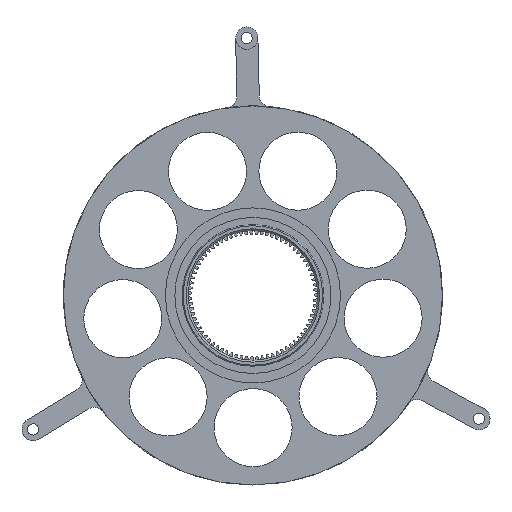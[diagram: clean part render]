
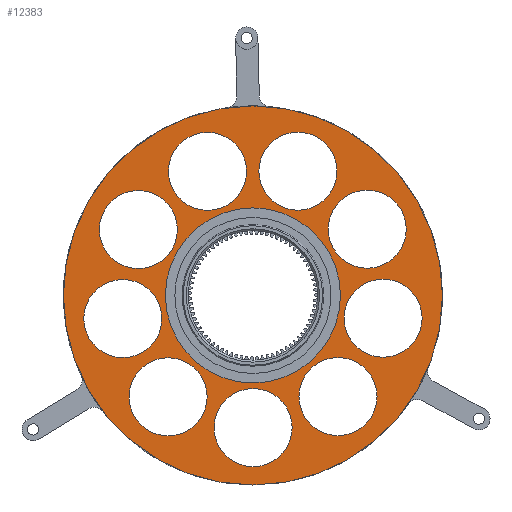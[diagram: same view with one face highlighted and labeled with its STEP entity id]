
A CAD part, front view. The second image highlights one B-rep face of the part: STEP entity #12383.
In plain terms, the highlighted planar face has unit normal (0, -1, 0).
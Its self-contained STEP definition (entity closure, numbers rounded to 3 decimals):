
#481=FACE_BOUND('',#1838,.T.);
#482=FACE_BOUND('',#1839,.T.);
#483=FACE_BOUND('',#1840,.T.);
#484=FACE_BOUND('',#1841,.T.);
#485=FACE_BOUND('',#1842,.T.);
#486=FACE_BOUND('',#1843,.T.);
#487=FACE_BOUND('',#1844,.T.);
#488=FACE_BOUND('',#1845,.T.);
#489=FACE_BOUND('',#1846,.T.);
#490=FACE_BOUND('',#1847,.T.);
#517=PLANE('',#13878);
#1171=FACE_OUTER_BOUND('',#1837,.T.);
#1837=EDGE_LOOP('',(#11174));
#1838=EDGE_LOOP('',(#11175));
#1839=EDGE_LOOP('',(#11176));
#1840=EDGE_LOOP('',(#11177));
#1841=EDGE_LOOP('',(#11178));
#1842=EDGE_LOOP('',(#11179));
#1843=EDGE_LOOP('',(#11180));
#1844=EDGE_LOOP('',(#11181));
#1845=EDGE_LOOP('',(#11182));
#1846=EDGE_LOOP('',(#11183));
#1847=EDGE_LOOP('',(#11184));
#3197=CIRCLE('',#12427,85.);
#3210=CIRCLE('',#12449,17.5);
#3212=CIRCLE('',#12452,17.5);
#3214=CIRCLE('',#12455,17.5);
#3216=CIRCLE('',#12458,17.5);
#3218=CIRCLE('',#12461,17.5);
#3220=CIRCLE('',#12464,17.5);
#3222=CIRCLE('',#12467,17.5);
#3224=CIRCLE('',#12470,17.5);
#3226=CIRCLE('',#12473,17.5);
#4157=CIRCLE('',#13875,39.25);
#4182=VERTEX_POINT('',#17567);
#4200=VERTEX_POINT('',#17622);
#4202=VERTEX_POINT('',#17628);
#4204=VERTEX_POINT('',#17634);
#4206=VERTEX_POINT('',#17640);
#4208=VERTEX_POINT('',#17646);
#4210=VERTEX_POINT('',#17652);
#4212=VERTEX_POINT('',#17658);
#4214=VERTEX_POINT('',#17664);
#4216=VERTEX_POINT('',#17670);
#5447=VERTEX_POINT('',#23330);
#5475=EDGE_CURVE('',#4182,#4182,#3197,.T.);
#5503=EDGE_CURVE('',#4200,#4200,#3210,.T.);
#5506=EDGE_CURVE('',#4202,#4202,#3212,.T.);
#5509=EDGE_CURVE('',#4204,#4204,#3214,.T.);
#5512=EDGE_CURVE('',#4206,#4206,#3216,.T.);
#5515=EDGE_CURVE('',#4208,#4208,#3218,.T.);
#5518=EDGE_CURVE('',#4210,#4210,#3220,.T.);
#5521=EDGE_CURVE('',#4212,#4212,#3222,.T.);
#5524=EDGE_CURVE('',#4214,#4214,#3224,.T.);
#5527=EDGE_CURVE('',#4216,#4216,#3226,.T.);
#7372=EDGE_CURVE('',#5447,#5447,#4157,.T.);
#11174=ORIENTED_EDGE('',*,*,#5475,.T.);
#11175=ORIENTED_EDGE('',*,*,#5503,.T.);
#11176=ORIENTED_EDGE('',*,*,#5506,.T.);
#11177=ORIENTED_EDGE('',*,*,#5509,.T.);
#11178=ORIENTED_EDGE('',*,*,#5512,.T.);
#11179=ORIENTED_EDGE('',*,*,#5515,.T.);
#11180=ORIENTED_EDGE('',*,*,#5518,.T.);
#11181=ORIENTED_EDGE('',*,*,#5521,.T.);
#11182=ORIENTED_EDGE('',*,*,#5524,.T.);
#11183=ORIENTED_EDGE('',*,*,#5527,.T.);
#11184=ORIENTED_EDGE('',*,*,#7372,.F.);
#12383=ADVANCED_FACE('',(#1171,#481,#482,#483,#484,#485,#486,#487,#488,
#489,#490),#517,.F.);
#12427=AXIS2_PLACEMENT_3D('',#17569,#13941,#13942);
#12449=AXIS2_PLACEMENT_3D('',#17624,#14000,#14001);
#12452=AXIS2_PLACEMENT_3D('',#17630,#14007,#14008);
#12455=AXIS2_PLACEMENT_3D('',#17636,#14014,#14015);
#12458=AXIS2_PLACEMENT_3D('',#17642,#14021,#14022);
#12461=AXIS2_PLACEMENT_3D('',#17648,#14028,#14029);
#12464=AXIS2_PLACEMENT_3D('',#17654,#14035,#14036);
#12467=AXIS2_PLACEMENT_3D('',#17660,#14042,#14043);
#12470=AXIS2_PLACEMENT_3D('',#17666,#14049,#14050);
#12473=AXIS2_PLACEMENT_3D('',#17672,#14056,#14057);
#13875=AXIS2_PLACEMENT_3D('',#23331,#17474,#17475);
#13878=AXIS2_PLACEMENT_3D('',#23337,#17482,#17483);
#13941=DIRECTION('center_axis',(0.,-1.,0.));
#13942=DIRECTION('ref_axis',(0.,0.,1.));
#14000=DIRECTION('center_axis',(0.,1.,0.));
#14001=DIRECTION('ref_axis',(-1.,0.,0.));
#14007=DIRECTION('center_axis',(0.,1.,0.));
#14008=DIRECTION('ref_axis',(-1.,0.,0.));
#14014=DIRECTION('center_axis',(0.,1.,0.));
#14015=DIRECTION('ref_axis',(-1.,0.,0.));
#14021=DIRECTION('center_axis',(0.,1.,0.));
#14022=DIRECTION('ref_axis',(-1.,0.,0.));
#14028=DIRECTION('center_axis',(0.,1.,0.));
#14029=DIRECTION('ref_axis',(-1.,0.,0.));
#14035=DIRECTION('center_axis',(0.,1.,0.));
#14036=DIRECTION('ref_axis',(-1.,0.,0.));
#14042=DIRECTION('center_axis',(0.,1.,0.));
#14043=DIRECTION('ref_axis',(-1.,0.,0.));
#14049=DIRECTION('center_axis',(0.,1.,0.));
#14050=DIRECTION('ref_axis',(-1.,0.,0.));
#14056=DIRECTION('center_axis',(0.,1.,0.));
#14057=DIRECTION('ref_axis',(-1.,0.,0.));
#17474=DIRECTION('center_axis',(0.,-1.,0.));
#17475=DIRECTION('ref_axis',(-1.,0.,0.));
#17482=DIRECTION('center_axis',(0.,1.,0.));
#17483=DIRECTION('ref_axis',(1.,0.,0.));
#17567=CARTESIAN_POINT('',(0.,0.5,-85.));
#17569=CARTESIAN_POINT('Origin',(0.,0.5,0.));
#17622=CARTESIAN_POINT('',(-40.833,0.5,-10.383));
#17624=CARTESIAN_POINT('Origin',(-58.333,0.5,-10.383));
#17628=CARTESIAN_POINT('',(68.764,0.5,29.708));
#17630=CARTESIAN_POINT('Origin',(51.264,0.5,29.708));
#17634=CARTESIAN_POINT('',(75.866,0.5,-10.194));
#17636=CARTESIAN_POINT('Origin',(58.366,0.5,-10.194));
#17640=CARTESIAN_POINT('',(-20.512,0.5,-45.45));
#17642=CARTESIAN_POINT('Origin',(-38.012,0.5,-45.45));
#17646=CARTESIAN_POINT('',(-33.86,0.5,29.542));
#17648=CARTESIAN_POINT('Origin',(-51.36,0.5,29.542));
#17652=CARTESIAN_POINT('',(17.596,0.5,-59.25));
#17654=CARTESIAN_POINT('Origin',(0.096,0.5,-59.25));
#17658=CARTESIAN_POINT('',(37.675,0.5,55.709));
#17660=CARTESIAN_POINT('Origin',(20.175,0.5,55.709));
#17664=CARTESIAN_POINT('',(55.659,0.5,-45.326));
#17666=CARTESIAN_POINT('Origin',(38.159,0.5,-45.326));
#17670=CARTESIAN_POINT('',(-2.855,0.5,55.644));
#17672=CARTESIAN_POINT('Origin',(-20.355,0.5,55.644));
#23330=CARTESIAN_POINT('',(-39.25,0.5,0.));
#23331=CARTESIAN_POINT('Origin',(0.,0.5,0.));
#23337=CARTESIAN_POINT('Origin',(0.,0.5,0.));
